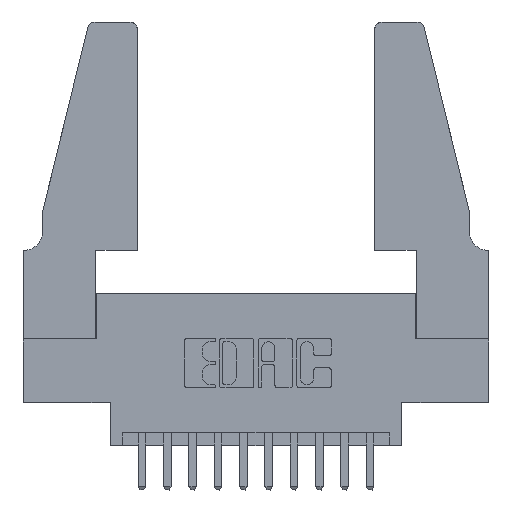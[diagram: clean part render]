
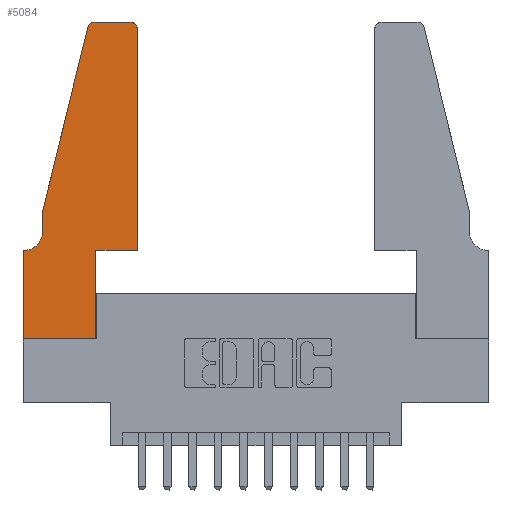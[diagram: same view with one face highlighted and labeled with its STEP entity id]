
A CAD part, top view. The second image highlights one B-rep face of the part: STEP entity #5084.
In plain terms, the highlighted planar face has unit normal (0, 0, 1).
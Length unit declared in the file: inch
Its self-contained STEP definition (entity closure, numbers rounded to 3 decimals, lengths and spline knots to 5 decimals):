
#2 = DIRECTION ( 'NONE',  ( 1., 0., 0. ) ) ;
#221 = EDGE_CURVE ( 'NONE', #3595, #6192, #5055, .T. ) ;
#261 = VERTEX_POINT ( 'NONE', #5353 ) ;
#274 = CARTESIAN_POINT ( 'NONE',  ( 0.2605, 1.25, 0.37 ) ) ;
#310 = CIRCLE ( 'NONE', #1996, 0.07 ) ;
#365 = LINE ( 'NONE', #2748, #6092 ) ;
#511 = CARTESIAN_POINT ( 'NONE',  ( 0.2865, 0.35, 0.37 ) ) ;
#544 = CARTESIAN_POINT ( 'NONE',  ( 0.25487, 1.22718, 0.37 ) ) ;
#724 = DIRECTION ( 'NONE',  ( -1., 0., 0. ) ) ;
#942 = VECTOR ( 'NONE', #6534, 39.37008 ) ;
#1154 = CARTESIAN_POINT ( 'NONE',  ( 0., 0., 0.37 ) ) ;
#1179 = EDGE_LOOP ( 'NONE', ( #7392, #5182, #2115, #12500, #13554, #3243, #6762, #3193, #2706, #3702, #2260, #11465 ) ) ;
#1221 = EDGE_CURVE ( 'NONE', #11491, #5521, #5024, .T. ) ;
#1344 = LINE ( 'NONE', #13729, #9976 ) ;
#1996 = AXIS2_PLACEMENT_3D ( 'NONE', #3155, #3094, #724 ) ;
#2023 = VECTOR ( 'NONE', #12830, 39.37008 ) ;
#2035 = DIRECTION ( 'NONE',  ( 0., -1., 0. ) ) ;
#2092 = CIRCLE ( 'NONE', #5352, 0.03 ) ;
#2115 = ORIENTED_EDGE ( 'NONE', *, *, #1221, .T. ) ;
#2256 = CARTESIAN_POINT ( 'NONE',  ( 0.0755, 0.5, 0.37 ) ) ;
#2260 = ORIENTED_EDGE ( 'NONE', *, *, #10606, .T. ) ;
#2309 = EDGE_CURVE ( 'NONE', #261, #3595, #310, .T. ) ;
#2319 = CARTESIAN_POINT ( 'NONE',  ( 0.4505, 0.35, 0.37 ) ) ;
#2399 = EDGE_CURVE ( 'NONE', #7261, #11491, #13876, .T. ) ;
#2473 = DIRECTION ( 'NONE',  ( 0., -1., 0. ) ) ;
#2480 = EDGE_CURVE ( 'NONE', #6192, #14033, #7257, .T. ) ;
#2706 = ORIENTED_EDGE ( 'NONE', *, *, #5968, .T. ) ;
#2748 = CARTESIAN_POINT ( 'NONE',  ( 0.0755, 0.5, 0.37 ) ) ;
#2867 = CARTESIAN_POINT ( 'NONE',  ( 0.0755, 0.35, 0.37 ) ) ;
#3094 = DIRECTION ( 'NONE',  ( 0., 0., -1. ) ) ;
#3155 = CARTESIAN_POINT ( 'NONE',  ( 0.0055, 0.42, 0.37 ) ) ;
#3193 = ORIENTED_EDGE ( 'NONE', *, *, #6511, .T. ) ;
#3243 = ORIENTED_EDGE ( 'NONE', *, *, #221, .T. ) ;
#3374 = CARTESIAN_POINT ( 'NONE',  ( 0., 0., 0.37 ) ) ;
#3595 = VERTEX_POINT ( 'NONE', #9343 ) ;
#3702 = ORIENTED_EDGE ( 'NONE', *, *, #10475, .T. ) ;
#4194 = VECTOR ( 'NONE', #12544, 39.37008 ) ;
#4526 = EDGE_CURVE ( 'NONE', #8171, #9410, #2092, .T. ) ;
#4608 = DIRECTION ( 'NONE',  ( 1., 0., 0. ) ) ;
#4651 = CARTESIAN_POINT ( 'NONE',  ( 0.2865, 0.35, 0.37 ) ) ;
#4665 = VECTOR ( 'NONE', #2473, 39.37008 ) ;
#4766 = CARTESIAN_POINT ( 'NONE',  ( 0.2865, 0., 0.37 ) ) ;
#4877 = LINE ( 'NONE', #12432, #4194 ) ;
#5024 = LINE ( 'NONE', #14466, #13534 ) ;
#5055 = LINE ( 'NONE', #2867, #2023 ) ;
#5084 = ADVANCED_FACE ( 'NONE', ( #9605 ), #5750, .T. ) ;
#5182 = ORIENTED_EDGE ( 'NONE', *, *, #2399, .T. ) ;
#5352 = AXIS2_PLACEMENT_3D ( 'NONE', #10334, #10325, #10320 ) ;
#5353 = CARTESIAN_POINT ( 'NONE',  ( 0.0755, 0.42, 0.37 ) ) ;
#5521 = VERTEX_POINT ( 'NONE', #2256 ) ;
#5546 = AXIS2_PLACEMENT_3D ( 'NONE', #5712, #5682, #5670 ) ;
#5670 = DIRECTION ( 'NONE',  ( 1., 0., 0. ) ) ;
#5682 = DIRECTION ( 'NONE',  ( 0., 0., 1. ) ) ;
#5712 = CARTESIAN_POINT ( 'NONE',  ( 0., 0.35, 0.37 ) ) ;
#5750 = PLANE ( 'NONE',  #5546 ) ;
#5968 = EDGE_CURVE ( 'NONE', #11884, #12645, #12226, .T. ) ;
#6092 = VECTOR ( 'NONE', #2035, 39.37008 ) ;
#6151 = LINE ( 'NONE', #6830, #9091 ) ;
#6192 = VERTEX_POINT ( 'NONE', #11687 ) ;
#6511 = EDGE_CURVE ( 'NONE', #14033, #11884, #4877, .T. ) ;
#6534 = DIRECTION ( 'NONE',  ( 0., 1., 0. ) ) ;
#6762 = ORIENTED_EDGE ( 'NONE', *, *, #2480, .T. ) ;
#6823 = EDGE_CURVE ( 'NONE', #5521, #261, #365, .T. ) ;
#6830 = CARTESIAN_POINT ( 'NONE',  ( 0.4505, 0.35, 0.37 ) ) ;
#7102 = DIRECTION ( 'NONE',  ( -1., 0., 0. ) ) ;
#7257 = LINE ( 'NONE', #1154, #4665 ) ;
#7261 = VERTEX_POINT ( 'NONE', #12559 ) ;
#7276 = AXIS2_PLACEMENT_3D ( 'NONE', #9601, #9578, #2 ) ;
#7327 = EDGE_CURVE ( 'NONE', #9410, #7261, #11668, .T. ) ;
#7392 = ORIENTED_EDGE ( 'NONE', *, *, #7327, .T. ) ;
#8171 = VERTEX_POINT ( 'NONE', #8502 ) ;
#8502 = CARTESIAN_POINT ( 'NONE',  ( 0.4505, 1.22, 0.37 ) ) ;
#9091 = VECTOR ( 'NONE', #4608, 39.37008 ) ;
#9333 = DIRECTION ( 'NONE',  ( 0., 1., 0. ) ) ;
#9343 = CARTESIAN_POINT ( 'NONE',  ( 0.0055, 0.35, 0.37 ) ) ;
#9410 = VERTEX_POINT ( 'NONE', #14003 ) ;
#9578 = DIRECTION ( 'NONE',  ( 0., 0., 1. ) ) ;
#9601 = CARTESIAN_POINT ( 'NONE',  ( 0.284, 1.22, 0.37 ) ) ;
#9605 = FACE_OUTER_BOUND ( 'NONE', #1179, .T. ) ;
#9976 = VECTOR ( 'NONE', #9333, 39.37008 ) ;
#10320 = DIRECTION ( 'NONE',  ( 1., 0., 0. ) ) ;
#10325 = DIRECTION ( 'NONE',  ( 0., 0., 1. ) ) ;
#10334 = CARTESIAN_POINT ( 'NONE',  ( 0.4205, 1.22, 0.37 ) ) ;
#10475 = EDGE_CURVE ( 'NONE', #12645, #10488, #6151, .T. ) ;
#10488 = VERTEX_POINT ( 'NONE', #2319 ) ;
#10606 = EDGE_CURVE ( 'NONE', #10488, #8171, #1344, .T. ) ;
#11135 = DIRECTION ( 'NONE',  ( -0.239, -0.971, 0. ) ) ;
#11465 = ORIENTED_EDGE ( 'NONE', *, *, #4526, .T. ) ;
#11491 = VERTEX_POINT ( 'NONE', #544 ) ;
#11668 = LINE ( 'NONE', #274, #14247 ) ;
#11687 = CARTESIAN_POINT ( 'NONE',  ( 0., 0.35, 0.37 ) ) ;
#11884 = VERTEX_POINT ( 'NONE', #4766 ) ;
#12226 = LINE ( 'NONE', #4651, #942 ) ;
#12432 = CARTESIAN_POINT ( 'NONE',  ( 0., 0., 0.37 ) ) ;
#12500 = ORIENTED_EDGE ( 'NONE', *, *, #6823, .T. ) ;
#12544 = DIRECTION ( 'NONE',  ( 1., 0., 0. ) ) ;
#12559 = CARTESIAN_POINT ( 'NONE',  ( 0.284, 1.25, 0.37 ) ) ;
#12645 = VERTEX_POINT ( 'NONE', #511 ) ;
#12830 = DIRECTION ( 'NONE',  ( -1., 0., 0. ) ) ;
#13534 = VECTOR ( 'NONE', #11135, 39.37008 ) ;
#13554 = ORIENTED_EDGE ( 'NONE', *, *, #2309, .T. ) ;
#13729 = CARTESIAN_POINT ( 'NONE',  ( 0.4505, 0.35, 0.37 ) ) ;
#13876 = CIRCLE ( 'NONE', #7276, 0.03 ) ;
#14003 = CARTESIAN_POINT ( 'NONE',  ( 0.4205, 1.25, 0.37 ) ) ;
#14033 = VERTEX_POINT ( 'NONE', #3374 ) ;
#14247 = VECTOR ( 'NONE', #7102, 39.37008 ) ;
#14466 = CARTESIAN_POINT ( 'NONE',  ( 0.0755, 0.5, 0.37 ) ) ;
